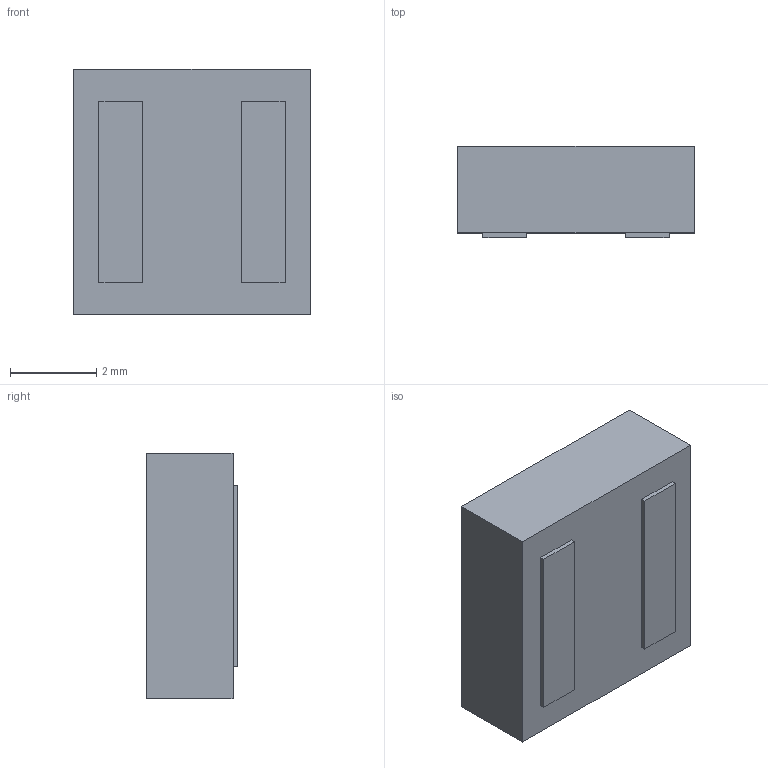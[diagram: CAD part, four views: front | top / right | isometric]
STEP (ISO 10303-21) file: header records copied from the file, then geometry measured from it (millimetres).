
FILE_DESCRIPTION (( 'STEP AP214' ), '1' );
FILE_NAME ('Coilcraft-XEL5020-681.STEP', '2019-01-24T14:32:01', ( '' ), ( '' ), 'SwSTEP 2.0', 'SolidWorks 2018', '' );
FILE_SCHEMA (( 'AUTOMOTIVE_DESIGN' ));
Length unit declared in the file: millimetre
Products named in the file (1): Coilcraft-XEL5020-681
Bounding box: 5.48 x 2.1 x 5.68 mm (x, y, z)
Volume: 63.1 mm3; surface area: 109 mm2
Topology: 1 solids, 1 shells, 24 faces, 95 edges, 83 vertices
Faces by surface type: plane 24
Entity records: 1616 total; most frequent: CARTESIAN_POINT 698, ORIENTED_EDGE 190, EDGE_CURVE 95, DIRECTION 86, VERTEX_POINT 83, B_SPLINE_CURVE_WITH_KNOTS 59, VECTOR 36, LINE 36
